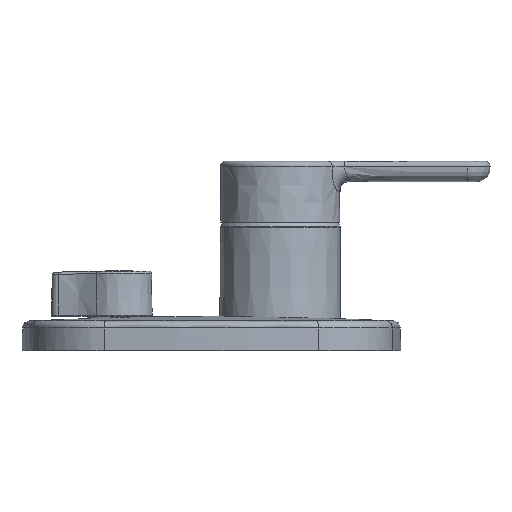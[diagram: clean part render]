
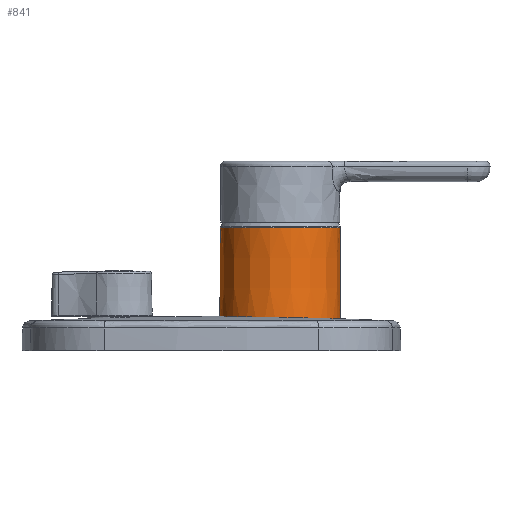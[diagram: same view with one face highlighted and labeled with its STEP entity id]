
A CAD part, left-side view. The second image highlights one B-rep face of the part: STEP entity #841.
In plain terms, the highlighted conical face has half-angle 0.25 degrees and reference radius 24.675 mm.
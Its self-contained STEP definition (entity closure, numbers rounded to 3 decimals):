
#24 = CARTESIAN_POINT ( 'NONE',  ( -13.964, 20.189, 77.122 ) ) ;
#40 = CARTESIAN_POINT ( 'NONE',  ( -23.76, -6.369, 76.649 ) ) ;
#91 = CARTESIAN_POINT ( 'NONE',  ( -24.389, -2.804, 76.713 ) ) ;
#105 = CARTESIAN_POINT ( 'NONE',  ( -23.603, 6.748, 76.879 ) ) ;
#196 = CARTESIAN_POINT ( 'NONE',  ( -14.309, -19.962, 76.361 ) ) ;
#220 = CARTESIAN_POINT ( 'NONE',  ( -16.199, 18.457, 77.09 ) ) ;
#451 = VERTEX_POINT ( 'NONE', #1119 ) ;
#483 = CARTESIAN_POINT ( 'NONE',  ( 0., 24.544, 77.204 ) ) ;
#503 = VECTOR ( 'NONE', #2740, 1000. ) ;
#547 = ORIENTED_EDGE ( 'NONE', *, *, #3336, .T. ) ;
#580 = CARTESIAN_POINT ( 'NONE',  ( -24.507, -1.597, 76.734 ) ) ;
#585 = CARTESIAN_POINT ( 'NONE',  ( 0., 24.675, 47.2 ) ) ;
#604 = CARTESIAN_POINT ( 'NONE',  ( -16.19, -18.469, 76.398 ) ) ;
#721 = CARTESIAN_POINT ( 'NONE',  ( -24.545, 1.607, 76.79 ) ) ;
#820 = CARTESIAN_POINT ( 'NONE',  ( -3.217, -24.35, 76.244 ) ) ;
#841 = ADVANCED_FACE ( 'NONE', ( #4666 ), #2340, .T. ) ;
#877 = EDGE_CURVE ( 'NONE', #4766, #451, #3001, .T. ) ;
#886 = CARTESIAN_POINT ( 'NONE',  ( -8.657, 22.981, 77.174 ) ) ;
#898 = CARTESIAN_POINT ( 'NONE',  ( -23.996, 5.18, 76.852 ) ) ;
#953 = CARTESIAN_POINT ( 'NONE',  ( -24.546, -0.794, 76.748 ) ) ;
#971 = CARTESIAN_POINT ( 'NONE',  ( -5.57, 23.917, 77.192 ) ) ;
#979 = DIRECTION ( 'NONE',  ( 0., 0.004, -1. ) ) ;
#1006 = CARTESIAN_POINT ( 'NONE',  ( -16.789, -17.927, 76.411 ) ) ;
#1037 = VERTEX_POINT ( 'NONE', #4535 ) ;
#1114 = CARTESIAN_POINT ( 'NONE',  ( -22.375, -10.128, 76.578 ) ) ;
#1119 = CARTESIAN_POINT ( 'NONE',  ( 0., 24.387, 113.281 ) ) ;
#1135 = EDGE_LOOP ( 'NONE', ( #3868, #4432, #547, #3621 ) ) ;
#1187 = CARTESIAN_POINT ( 'NONE',  ( -24.152, -4.401, 76.684 ) ) ;
#1207 = CARTESIAN_POINT ( 'NONE',  ( -19.509, 14.982, 77.026 ) ) ;
#1359 = CARTESIAN_POINT ( 'NONE',  ( -22.029, 10.855, 76.951 ) ) ;
#1442 = CARTESIAN_POINT ( 'NONE',  ( 0., -24.548, 76.239 ) ) ;
#1455 = EDGE_CURVE ( 'NONE', #1037, #1874, #3445, .T. ) ;
#1526 = CARTESIAN_POINT ( 'NONE',  ( 0., 0., 113.281 ) ) ;
#1563 = CARTESIAN_POINT ( 'NONE',  ( 0., 0., 47.2 ) ) ;
#1724 = CARTESIAN_POINT ( 'NONE',  ( -3.217, 24.385, 77.201 ) ) ;
#1734 = CARTESIAN_POINT ( 'NONE',  ( 0., -24.387, 113.281 ) ) ;
#1767 = CARTESIAN_POINT ( 'NONE',  ( -20.63, 13.305, 76.995 ) ) ;
#1800 = VECTOR ( 'NONE', #979, 1000. ) ;
#1874 = VERTEX_POINT ( 'NONE', #1442 ) ;
#1927 = CARTESIAN_POINT ( 'NONE',  ( -4.016, -24.231, 76.248 ) ) ;
#1977 = CARTESIAN_POINT ( 'NONE',  ( -6.348, 23.723, 77.188 ) ) ;
#2052 = AXIS2_PLACEMENT_3D ( 'NONE', #1563, #3208, #3912 ) ;
#2059 = CARTESIAN_POINT ( 'NONE',  ( -7.905, -23.296, 76.274 ) ) ;
#2192 = EDGE_CURVE ( 'NONE', #4766, #1874, #4126, .T. ) ;
#2214 = CARTESIAN_POINT ( 'NONE',  ( -24.339, -3.207, 76.706 ) ) ;
#2264 = CARTESIAN_POINT ( 'NONE',  ( -22.027, -10.863, 76.564 ) ) ;
#2280 = CARTESIAN_POINT ( 'NONE',  ( -12.979, -20.851, 76.338 ) ) ;
#2340 = CONICAL_SURFACE ( 'NONE', #2052, 24.675, 0.004 ) ;
#2429 = DIRECTION ( 'NONE',  ( 0., 0., -1. ) ) ;
#2459 = CARTESIAN_POINT ( 'NONE',  ( -21.462, 11.917, 76.97 ) ) ;
#2479 = CARTESIAN_POINT ( 'NONE',  ( -20.848, 12.962, 76.989 ) ) ;
#2484 = CARTESIAN_POINT ( 'NONE',  ( 0., -24.548, 76.239 ) ) ;
#2539 = CARTESIAN_POINT ( 'NONE',  ( -22.713, 9.407, 76.926 ) ) ;
#2569 = CARTESIAN_POINT ( 'NONE',  ( -24.39, 3.2, 76.817 ) ) ;
#2592 = CARTESIAN_POINT ( 'NONE',  ( -24.221, -4.005, 76.691 ) ) ;
#2669 = LINE ( 'NONE', #585, #1800 ) ;
#2711 = CARTESIAN_POINT ( 'NONE',  ( -15.261, 19.228, 77.104 ) ) ;
#2732 = CARTESIAN_POINT ( 'NONE',  ( -12.292, -21.264, 76.328 ) ) ;
#2740 = DIRECTION ( 'NONE',  ( 0., -0.004, -1. ) ) ;
#2755 = CARTESIAN_POINT ( 'NONE',  ( -10.137, -22.372, 76.298 ) ) ;
#2798 = CARTESIAN_POINT ( 'NONE',  ( -6.375, -23.76, 76.261 ) ) ;
#2813 = CARTESIAN_POINT ( 'NONE',  ( -14.293, 19.957, 77.117 ) ) ;
#3001 = CIRCLE ( 'NONE', #4013, 24.387 ) ;
#3199 = CARTESIAN_POINT ( 'NONE',  ( -0.801, -24.548, 76.239 ) ) ;
#3208 = DIRECTION ( 'NONE',  ( 0., 0., -1. ) ) ;
#3240 = DIRECTION ( 'NONE',  ( 0., -1., 0. ) ) ;
#3308 = CARTESIAN_POINT ( 'NONE',  ( -18.493, 16.218, 77.048 ) ) ;
#3325 = CARTESIAN_POINT ( 'NONE',  ( -23.253, 7.9, 76.899 ) ) ;
#3336 = EDGE_CURVE ( 'NONE', #451, #1037, #2669, .T. ) ;
#3445 = B_SPLINE_CURVE_WITH_KNOTS ( 'NONE', 3,
 ( #483, #5068, #1724, #971, #1977, #4282, #886, #4674, #4692, #24, #2813, #4117, #2711, #220, #4314, #3308, #1207, #1767, #2479, #3885, #2459, #1359, #2539, #3325, #105, #4307, #4035, #898, #2569, #721, #953, #580, #91, #2214, #2592, #1187, #40, #5207, #1114, #2264, #4853, #4159, #5261, #3707, #1006, #604, #5416, #196, #2280, #2732, #4563, #2755, #2059, #2798, #1927, #820, #3750, #3199, #2484 ),
 .UNSPECIFIED., .F., .F.,
 ( 4, 2, 2, 2, 2, 2, 2, 2, 2, 2, 2, 1, 2, 2, 2, 2, 2, 2, 2, 2, 2, 2, 2, 2, 2, 2, 2, 2, 2, 4 ),
 ( 0., 0.005, 0.007, 0.01, 0.014, 0.016, 0.017, 0.019, 0.024, 0.025, 0.026, 0.029, 0.031, 0.032, 0.034, 0.038, 0.041, 0.042, 0.043, 0.048, 0.05, 0.053, 0.058, 0.06, 0.062, 0.065, 0.067, 0.072, 0.074, 0.077 ),
 .UNSPECIFIED. ) ;
#3621 = ORIENTED_EDGE ( 'NONE', *, *, #1455, .T. ) ;
#3707 = CARTESIAN_POINT ( 'NONE',  ( -18.507, -16.208, 76.451 ) ) ;
#3750 = CARTESIAN_POINT ( 'NONE',  ( -1.605, -24.509, 76.24 ) ) ;
#3868 = ORIENTED_EDGE ( 'NONE', *, *, #2192, .F. ) ;
#3885 = CARTESIAN_POINT ( 'NONE',  ( -21.263, 12.268, 76.977 ) ) ;
#3912 = DIRECTION ( 'NONE',  ( 0., 1., 0. ) ) ;
#4013 = AXIS2_PLACEMENT_3D ( 'NONE', #1526, #2429, #3240 ) ;
#4035 = CARTESIAN_POINT ( 'NONE',  ( -23.907, 5.576, 76.859 ) ) ;
#4117 = CARTESIAN_POINT ( 'NONE',  ( -14.941, 19.477, 77.108 ) ) ;
#4126 = LINE ( 'NONE', #4941, #503 ) ;
#4159 = CARTESIAN_POINT ( 'NONE',  ( -20.854, -12.973, 76.521 ) ) ;
#4282 = CARTESIAN_POINT ( 'NONE',  ( -7.89, 23.255, 77.179 ) ) ;
#4307 = CARTESIAN_POINT ( 'NONE',  ( -23.711, 6.36, 76.872 ) ) ;
#4314 = CARTESIAN_POINT ( 'NONE',  ( -16.795, 17.917, 77.08 ) ) ;
#4432 = ORIENTED_EDGE ( 'NONE', *, *, #877, .T. ) ;
#4535 = CARTESIAN_POINT ( 'NONE',  ( 0., 24.544, 77.204 ) ) ;
#4563 = CARTESIAN_POINT ( 'NONE',  ( -10.873, -22.024, 76.308 ) ) ;
#4666 = FACE_OUTER_BOUND ( 'NONE', #1135, .T. ) ;
#4674 = CARTESIAN_POINT ( 'NONE',  ( -10.887, 22.057, 77.157 ) ) ;
#4692 = CARTESIAN_POINT ( 'NONE',  ( -12.297, 21.302, 77.143 ) ) ;
#4766 = VERTEX_POINT ( 'NONE', #1734 ) ;
#4853 = CARTESIAN_POINT ( 'NONE',  ( -21.267, -12.286, 76.535 ) ) ;
#4941 = CARTESIAN_POINT ( 'NONE',  ( 0., -24.675, 47.2 ) ) ;
#5068 = CARTESIAN_POINT ( 'NONE',  ( -1.622, 24.544, 77.204 ) ) ;
#5207 = CARTESIAN_POINT ( 'NONE',  ( -23.297, -7.899, 76.621 ) ) ;
#5261 = CARTESIAN_POINT ( 'NONE',  ( -19.521, -14.968, 76.479 ) ) ;
#5416 = CARTESIAN_POINT ( 'NONE',  ( -14.951, -19.486, 76.373 ) ) ;
